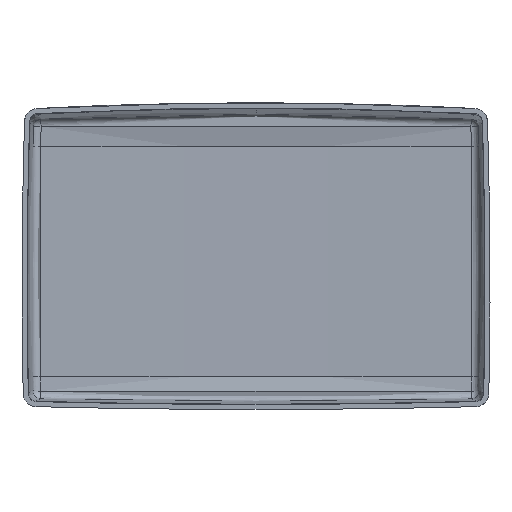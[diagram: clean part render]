
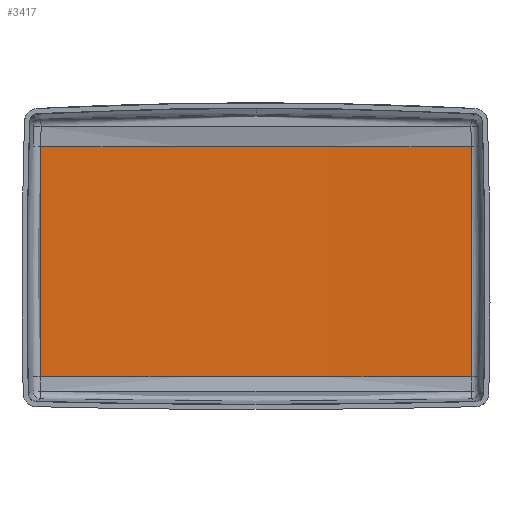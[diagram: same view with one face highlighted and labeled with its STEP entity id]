
A CAD part, front view. The second image highlights one B-rep face of the part: STEP entity #3417.
In plain terms, the highlighted toroidal (fillet/blend) face has major radius 6033.33 mm and minor radius 2657.08 mm.
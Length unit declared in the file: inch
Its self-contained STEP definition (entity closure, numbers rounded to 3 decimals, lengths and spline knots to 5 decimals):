
#3413 = VERTEX_POINT ( 'NONE', #7346 ) ;
#3417 = ADVANCED_FACE ( 'NONE', ( #7411 ), #7409, .F. ) ;
#3418 = EDGE_LOOP ( 'NONE', ( #3419, #3482, #3473, #3483 ) ) ;
#3419 = ORIENTED_EDGE ( 'NONE', *, *, #3423, .T. ) ;
#3423 = EDGE_CURVE ( 'NONE', #3440, #3413, #7400, .T. ) ;
#3432 = EDGE_CURVE ( 'NONE', #3433, #3434, #6505, .T. ) ;
#3433 = VERTEX_POINT ( 'NONE', #7442 ) ;
#3434 = VERTEX_POINT ( 'NONE', #7441 ) ;
#3440 = VERTEX_POINT ( 'NONE', #7438 ) ;
#3472 = EDGE_CURVE ( 'NONE', #3413, #3434, #7883, .T. ) ;
#3473 = ORIENTED_EDGE ( 'NONE', *, *, #3432, .F. ) ;
#3482 = ORIENTED_EDGE ( 'NONE', *, *, #3472, .T. ) ;
#3483 = ORIENTED_EDGE ( 'NONE', *, *, #3488, .F. ) ;
#3488 = EDGE_CURVE ( 'NONE', #3440, #3433, #7916, .T. ) ;
#6504 = AXIS2_PLACEMENT_3D ( 'NONE', #7386, #7389, #7388 ) ;
#6505 = CIRCLE ( 'NONE', #6504, 342.0826 ) ;
#7346 = CARTESIAN_POINT ( 'NONE',  ( -8.53266, 1.51128, 4.34091 ) ) ;
#7386 = CARTESIAN_POINT ( 'NONE',  ( 0., -340.375, -4.79425 ) ) ;
#7388 = DIRECTION ( 'NONE',  ( 1., 0., 0. ) ) ;
#7389 = DIRECTION ( 'NONE',  ( 0., 0., 1. ) ) ;
#7396 = DIRECTION ( 'NONE',  ( 1., 0., 0. ) ) ;
#7397 = DIRECTION ( 'NONE',  ( 0., 0., 1. ) ) ;
#7398 = CARTESIAN_POINT ( 'NONE',  ( 0., -340.375, 4.34091 ) ) ;
#7399 = AXIS2_PLACEMENT_3D ( 'NONE', #7398, #7397, #7396 ) ;
#7400 = CIRCLE ( 'NONE', #7399, 341.99274 ) ;
#7406 = DIRECTION ( 'NONE',  ( 1., 0., 0. ) ) ;
#7407 = DIRECTION ( 'NONE',  ( 0., 0., 1. ) ) ;
#7408 = AXIS2_PLACEMENT_3D ( 'NONE', #7410, #7407, #7406 ) ;
#7409 = TOROIDAL_SURFACE ( 'NONE', #7408, 237.53286, 104.60964 ) ;
#7410 = CARTESIAN_POINT ( 'NONE',  ( 0., -340.375, -1.25459 ) ) ;
#7411 = FACE_OUTER_BOUND ( 'NONE', #3418, .T. ) ;
#7438 = CARTESIAN_POINT ( 'NONE',  ( 8.53266, 1.51128, 4.34091 ) ) ;
#7441 = CARTESIAN_POINT ( 'NONE',  ( -8.54479, 1.60086, -4.79425 ) ) ;
#7442 = CARTESIAN_POINT ( 'NONE',  ( 8.54479, 1.60086, -4.79425 ) ) ;
#7883 = B_SPLINE_CURVE_WITH_KNOTS ( 'NONE', 3,
 ( #7945, #7944, #7943, #7942, #7941, #7940, #7939, #7938, #7937, #7936 ),
 .UNSPECIFIED., .F., .F.,
 ( 4, 2, 2, 2, 4 ),
 ( 0., 0.05801, 0.11602, 0.17403, 0.23204 ),
 .UNSPECIFIED. ) ;
#7916 = B_SPLINE_CURVE_WITH_KNOTS ( 'NONE', 3,
 ( #7981, #7980, #7979, #7978, #7977, #7976, #7975, #7974, #7973, #7972 ),
 .UNSPECIFIED., .F., .F.,
 ( 4, 2, 2, 2, 4 ),
 ( 0., 0.05801, 0.11602, 0.17403, 0.23204 ),
 .UNSPECIFIED. ) ;
#7936 = CARTESIAN_POINT ( 'NONE',  ( -8.54479, 1.60086, -4.79425 ) ) ;
#7937 = CARTESIAN_POINT ( 'NONE',  ( -8.5512, 1.62649, -4.03265 ) ) ;
#7938 = CARTESIAN_POINT ( 'NONE',  ( -8.55557, 1.64384, -3.27114 ) ) ;
#7939 = CARTESIAN_POINT ( 'NONE',  ( -8.56082, 1.66199, -1.74828 ) ) ;
#7940 = CARTESIAN_POINT ( 'NONE',  ( -8.56171, 1.66279, -0.98693 ) ) ;
#7941 = CARTESIAN_POINT ( 'NONE',  ( -8.56004, 1.64785, 0.5356 ) ) ;
#7942 = CARTESIAN_POINT ( 'NONE',  ( -8.55748, 1.63211, 1.29677 ) ) ;
#7943 = CARTESIAN_POINT ( 'NONE',  ( -8.54836, 1.5841, 2.81897 ) ) ;
#7944 = CARTESIAN_POINT ( 'NONE',  ( -8.54179, 1.55183, 3.57998 ) ) ;
#7945 = CARTESIAN_POINT ( 'NONE',  ( -8.53266, 1.51128, 4.34091 ) ) ;
#7972 = CARTESIAN_POINT ( 'NONE',  ( 8.54479, 1.60086, -4.79425 ) ) ;
#7973 = CARTESIAN_POINT ( 'NONE',  ( 8.5512, 1.62649, -4.03265 ) ) ;
#7974 = CARTESIAN_POINT ( 'NONE',  ( 8.55557, 1.64384, -3.27114 ) ) ;
#7975 = CARTESIAN_POINT ( 'NONE',  ( 8.56082, 1.66199, -1.74828 ) ) ;
#7976 = CARTESIAN_POINT ( 'NONE',  ( 8.56171, 1.66279, -0.98693 ) ) ;
#7977 = CARTESIAN_POINT ( 'NONE',  ( 8.56004, 1.64785, 0.5356 ) ) ;
#7978 = CARTESIAN_POINT ( 'NONE',  ( 8.55748, 1.63211, 1.29677 ) ) ;
#7979 = CARTESIAN_POINT ( 'NONE',  ( 8.54836, 1.5841, 2.81897 ) ) ;
#7980 = CARTESIAN_POINT ( 'NONE',  ( 8.54179, 1.55183, 3.57998 ) ) ;
#7981 = CARTESIAN_POINT ( 'NONE',  ( 8.53266, 1.51128, 4.34091 ) ) ;
